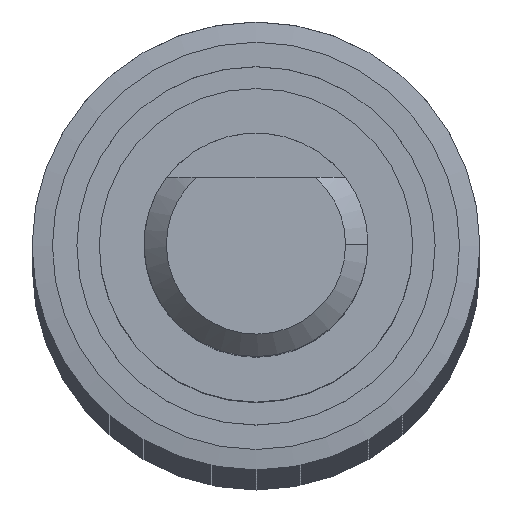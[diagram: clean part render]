
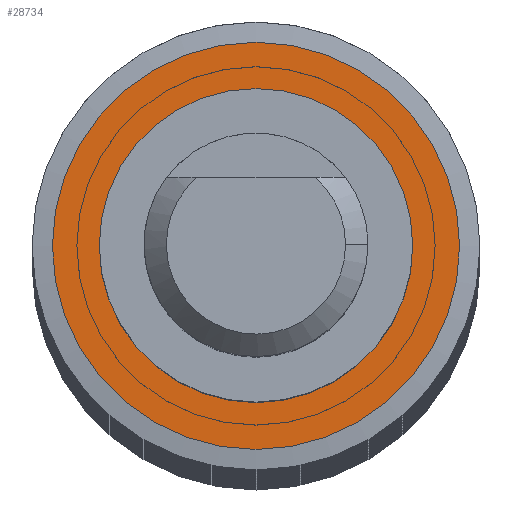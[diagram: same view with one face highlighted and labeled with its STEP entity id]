
A CAD part, top view. The second image highlights one B-rep face of the part: STEP entity #28734.
In plain terms, the highlighted planar face has unit normal (0, 0, 1).
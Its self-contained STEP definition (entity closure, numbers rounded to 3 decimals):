
#28645 = CONICAL_SURFACE('',#28646,5.,1.44);
#28646 = AXIS2_PLACEMENT_3D('',#28647,#28648,#28649);
#28647 = CARTESIAN_POINT('',(0.,0.,265.06));
#28648 = DIRECTION('',(0.,0.,1.));
#28649 = DIRECTION('',(1.,0.,0.));
#28683 = EDGE_CURVE('',#28684,#28684,#28686,.T.);
#28684 = VERTEX_POINT('',#28685);
#28685 = CARTESIAN_POINT('',(4.546,0.,265.));
#28686 = SURFACE_CURVE('',#28687,(#28692,#28699),.PCURVE_S1.);
#28687 = CIRCLE('',#28688,4.546);
#28688 = AXIS2_PLACEMENT_3D('',#28689,#28690,#28691);
#28689 = CARTESIAN_POINT('',(0.,0.,265.));
#28690 = DIRECTION('',(0.,0.,-1.));
#28691 = DIRECTION('',(1.,0.,0.));
#28692 = PCURVE('',#28645,#28693);
#28693 = DEFINITIONAL_REPRESENTATION('',(#28694),#28698);
#28694 = LINE('',#28695,#28696);
#28695 = CARTESIAN_POINT('',(6.283,-0.06));
#28696 = VECTOR('',#28697,1.);
#28697 = DIRECTION('',(-1.,-0.));
#28698 = ( GEOMETRIC_REPRESENTATION_CONTEXT(2) 
PARAMETRIC_REPRESENTATION_CONTEXT() REPRESENTATION_CONTEXT('2D SPACE',''
  ) );
#28699 = PCURVE('',#28700,#28705);
#28700 = PLANE('',#28701);
#28701 = AXIS2_PLACEMENT_3D('',#28702,#28703,#28704);
#28702 = CARTESIAN_POINT('',(8.,0.,265.));
#28703 = DIRECTION('',(0.,0.,-1.));
#28704 = DIRECTION('',(-1.,0.,0.));
#28705 = DEFINITIONAL_REPRESENTATION('',(#28706),#28710);
#28706 = CIRCLE('',#28707,4.546);
#28707 = AXIS2_PLACEMENT_2D('',#28708,#28709);
#28708 = CARTESIAN_POINT('',(8.,0.));
#28709 = DIRECTION('',(-1.,0.));
#28710 = ( GEOMETRIC_REPRESENTATION_CONTEXT(2) 
PARAMETRIC_REPRESENTATION_CONTEXT() REPRESENTATION_CONTEXT('2D SPACE',''
  ) );
#28734 = ADVANCED_FACE('',(#28735,#28738),#28700,.F.);
#28735 = FACE_BOUND('',#28736,.F.);
#28736 = EDGE_LOOP('',(#28737));
#28737 = ORIENTED_EDGE('',*,*,#28683,.T.);
#28738 = FACE_BOUND('',#28739,.F.);
#28739 = EDGE_LOOP('',(#28740));
#28740 = ORIENTED_EDGE('',*,*,#28741,.T.);
#28741 = EDGE_CURVE('',#28742,#28742,#28744,.T.);
#28742 = VERTEX_POINT('',#28743);
#28743 = CARTESIAN_POINT('',(3.5,0.,265.));
#28744 = SURFACE_CURVE('',#28745,(#28750,#28761),.PCURVE_S1.);
#28745 = CIRCLE('',#28746,3.5);
#28746 = AXIS2_PLACEMENT_3D('',#28747,#28748,#28749);
#28747 = CARTESIAN_POINT('',(0.,0.,265.));
#28748 = DIRECTION('',(0.,0.,1.));
#28749 = DIRECTION('',(1.,0.,0.));
#28750 = PCURVE('',#28700,#28751);
#28751 = DEFINITIONAL_REPRESENTATION('',(#28752),#28760);
#28752 = ( BOUNDED_CURVE() B_SPLINE_CURVE(2,(#28753,#28754,#28755,#28756
    ,#28757,#28758,#28759),.UNSPECIFIED.,.T.,.F.) 
B_SPLINE_CURVE_WITH_KNOTS((1,2,2,2,2,1),(-2.094,0.,
    2.094,4.189,6.283,8.378),
.UNSPECIFIED.) CURVE() GEOMETRIC_REPRESENTATION_ITEM() 
RATIONAL_B_SPLINE_CURVE((1.,0.5,1.,0.5,1.,0.5,1.)) REPRESENTATION_ITEM(
  '') );
#28753 = CARTESIAN_POINT('',(4.5,0.));
#28754 = CARTESIAN_POINT('',(4.5,6.062));
#28755 = CARTESIAN_POINT('',(9.75,3.031));
#28756 = CARTESIAN_POINT('',(15.,0.));
#28757 = CARTESIAN_POINT('',(9.75,-3.031));
#28758 = CARTESIAN_POINT('',(4.5,-6.062));
#28759 = CARTESIAN_POINT('',(4.5,0.));
#28760 = ( GEOMETRIC_REPRESENTATION_CONTEXT(2) 
PARAMETRIC_REPRESENTATION_CONTEXT() REPRESENTATION_CONTEXT('2D SPACE',''
  ) );
#28761 = PCURVE('',#28762,#28767);
#28762 = CYLINDRICAL_SURFACE('',#28763,3.5);
#28763 = AXIS2_PLACEMENT_3D('',#28764,#28765,#28766);
#28764 = CARTESIAN_POINT('',(0.,0.,282.));
#28765 = DIRECTION('',(0.,0.,1.));
#28766 = DIRECTION('',(1.,0.,0.));
#28767 = DEFINITIONAL_REPRESENTATION('',(#28768),#28772);
#28768 = LINE('',#28769,#28770);
#28769 = CARTESIAN_POINT('',(0.,-17.));
#28770 = VECTOR('',#28771,1.);
#28771 = DIRECTION('',(1.,0.));
#28772 = ( GEOMETRIC_REPRESENTATION_CONTEXT(2) 
PARAMETRIC_REPRESENTATION_CONTEXT() REPRESENTATION_CONTEXT('2D SPACE',''
  ) );
